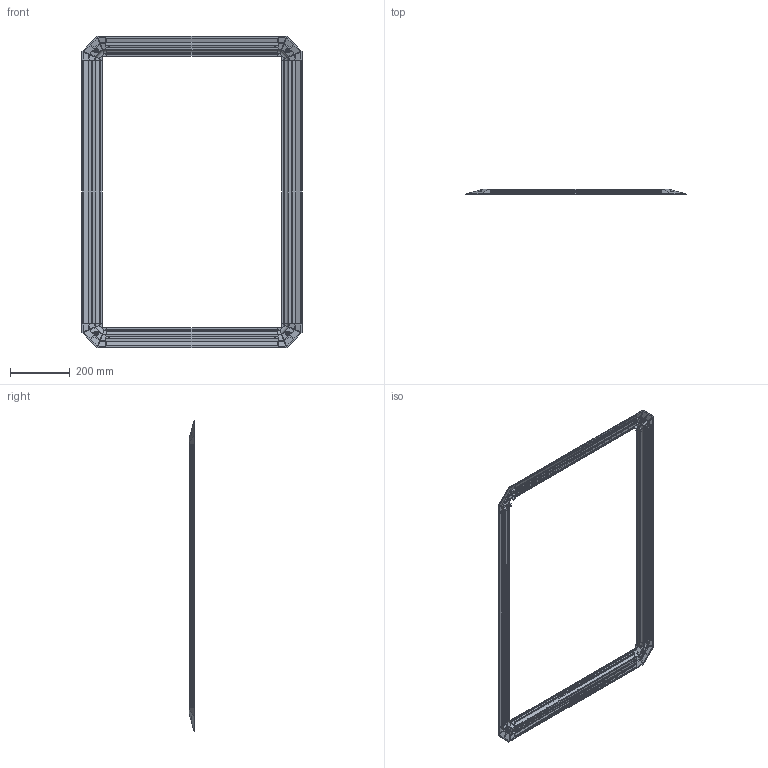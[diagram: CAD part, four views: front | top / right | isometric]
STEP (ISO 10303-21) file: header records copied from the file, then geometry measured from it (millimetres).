
FILE_DESCRIPTION (( 'STEP AP214' ), '1' );
FILE_NAME ('2010-0080.STEP', '2019-08-06T23:35:30', ( '' ), ( '' ), 'SwSTEP 2.0', 'SolidWorks 2018', '' );
FILE_SCHEMA (( 'AUTOMOTIVE_DESIGN' ));
Length unit declared in the file: inch
Products named in the file (1): 2010-0080
Bounding box: 733.6 x 17.8 x 1038.4 mm (x, y, z)
Volume: 930162.9 mm3; surface area: 722105.2 mm2
Topology: 1 solids, 1 shells, 2109 faces, 5309 edges, 3229 vertices
Faces by surface type: plane 1613, cylinder 440, sphere 48, bspline 8
Full cylindrical faces by diameter (mm): 5 x4, 9.8 x4
Entity records: 89446 total; most frequent: CARTESIAN_POINT 11758, ORIENTED_EDGE 10530, DIRECTION 10491, EDGE_CURVE 5265, LINE 3695, VECTOR 3695, AXIS2_PLACEMENT_3D 3398, VERTEX_POINT 3213
